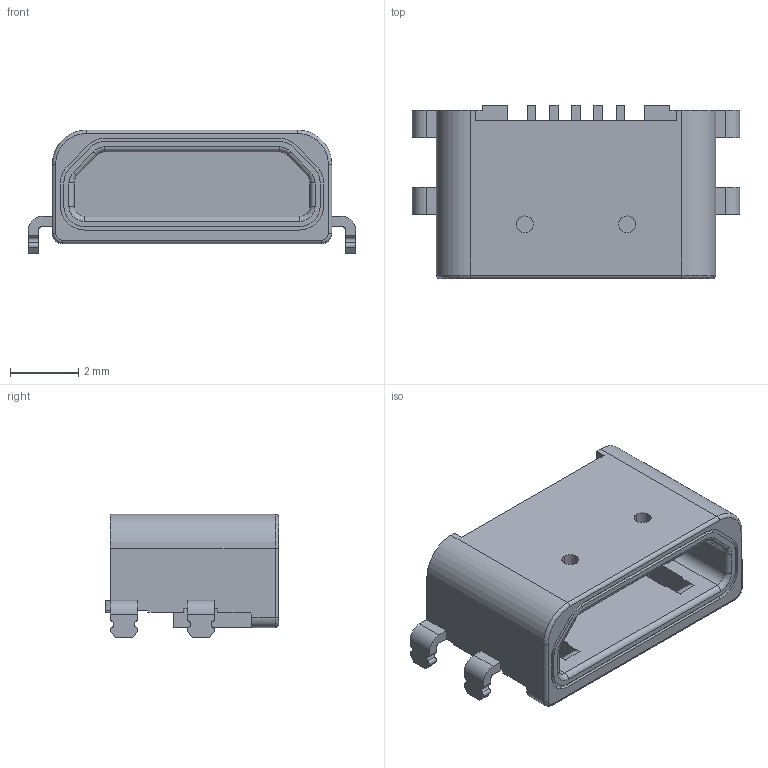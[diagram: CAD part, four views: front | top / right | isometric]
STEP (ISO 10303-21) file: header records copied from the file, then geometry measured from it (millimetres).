
FILE_DESCRIPTION(('Creo Elements/Direct Modeling STEP Export'),'2;1');
FILE_NAME('ZX62WRD-B-5PC.stp','2016-08-06T16:00:21',(''),(''),'Creo Elements/Direct Modeling STEP processor for AP214 (Solid Model)','Creo Elements/Direct Modeling 18.1E 22-Nov-2013 (C) Parametric Technology GmbH','');
FILE_SCHEMA(('AUTOMOTIVE_DESIGN { 1 0 10303 214 1 1 1 1 }'));
Length unit declared in the file: millimetre
Products named in the file (1): ZX62WRD-B-5PC
Bounding box: 9.6 x 5.08 x 3.63 mm (x, y, z)
Volume: 67.6 mm3; surface area: 256.6 mm2
Topology: 1 solids, 1 shells, 444 faces, 1258 edges, 826 vertices
Faces by surface type: plane 303, cylinder 131, torus 10
Entity records: 14314 total; most frequent: CARTESIAN_POINT 2521, ORIENTED_EDGE 2516, DIRECTION 2418, EDGE_CURVE 1258, VECTOR 972, LINE 972, VERTEX_POINT 826, AXIS2_PLACEMENT_3D 723
